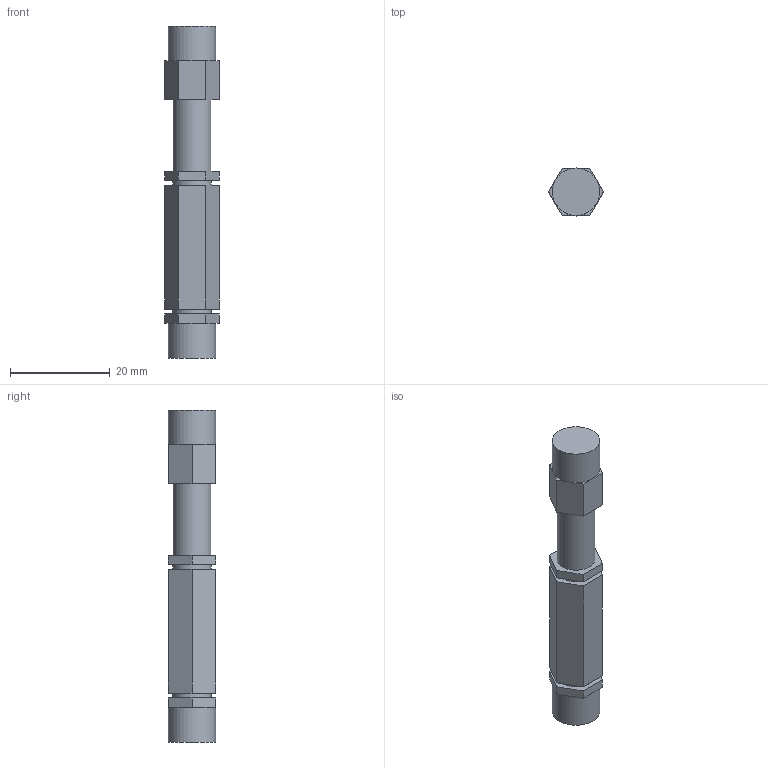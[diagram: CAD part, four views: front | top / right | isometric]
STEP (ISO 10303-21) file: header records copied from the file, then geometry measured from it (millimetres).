
FILE_DESCRIPTION((''),'2;1');
FILE_NAME('step down shaft No. 2.stp','2012-04-20T23:22:33',('Antonella'),(''),'Autodesk Inventor 2012','Autodesk Inventor 2012','');
FILE_SCHEMA(('AUTOMOTIVE_DESIGN { 1 0 10303 214 1 1 1 1 }'));
Length unit declared in the file: inch
Products named in the file (1): shaft - step down No. 2 - 0.375 hex
Bounding box: 11 x 9.53 x 66.67 mm (x, y, z)
Volume: 4599.9 mm3; surface area: 2360.9 mm2
Topology: 1 solids, 1 shells, 49 faces, 109 edges, 68 vertices
Faces by surface type: plane 44, cylinder 5
Full cylindrical faces by diameter (mm): 7.62 x1, 7.696 x2, 9.525 x2
Entity records: 1334 total; most frequent: DIRECTION 224, CARTESIAN_POINT 222, ORIENTED_EDGE 208, EDGE_CURVE 104, VECTOR 84, LINE 84, AXIS2_PLACEMENT_3D 70, VERTEX_POINT 68
